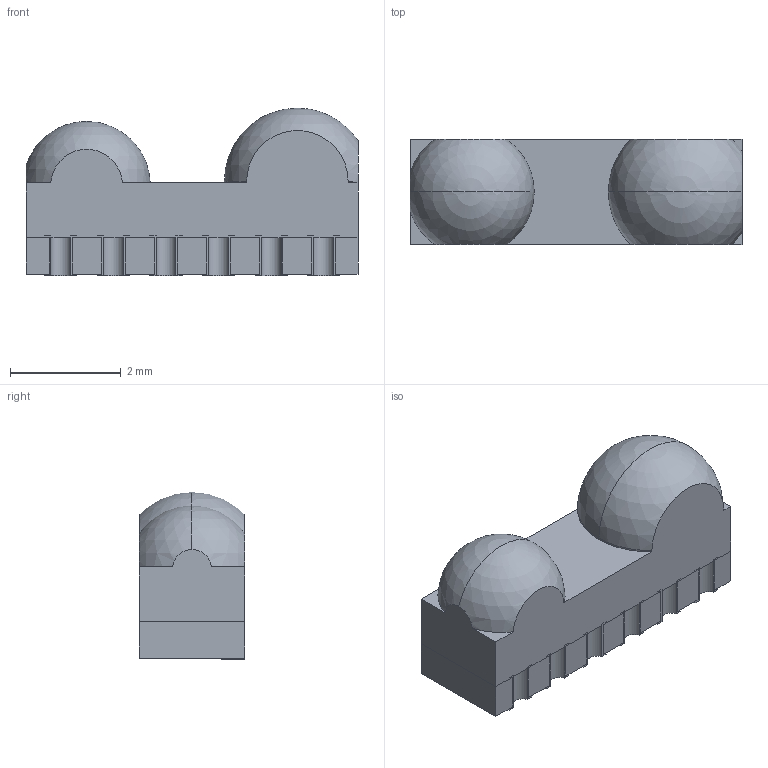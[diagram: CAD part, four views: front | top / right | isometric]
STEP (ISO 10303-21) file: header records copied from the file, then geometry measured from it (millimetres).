
FILE_DESCRIPTION((''),'2;1');
FILE_NAME('TFBS4711.stp','2013-04-25T08:06:01',(''),(''),'Mechanical Desktop 2009','Mechanical Desktop 2009',', , ');
FILE_SCHEMA(('CONFIG_CONTROL_DESIGN'));
Length unit declared in the file: millimetre
Products named in the file (4): NS-1000Y; PLATINE; GEHAEUSE; KONTAKT
Assembly tree (8 placements, depth 2):
  NS-1000Y
    PLATINE
    GEHAEUSE
    KONTAKT  x6
Bounding box: 6 x 1.9 x 3.03 mm (x, y, z)
Volume: 25.9 mm3; surface area: 90.5 mm2
Topology: 8 solids, 8 shells, 131 faces, 351 edges, 232 vertices
Faces by surface type: plane 88, cylinder 39, sphere 4
Entity records: 2469 total; most frequent: DIRECTION 422, CARTESIAN_POINT 409, ORIENTED_EDGE 394, EDGE_CURVE 197, AXIS2_PLACEMENT_3D 145, VERTEX_POINT 132, VECTOR 132, LINE 132
